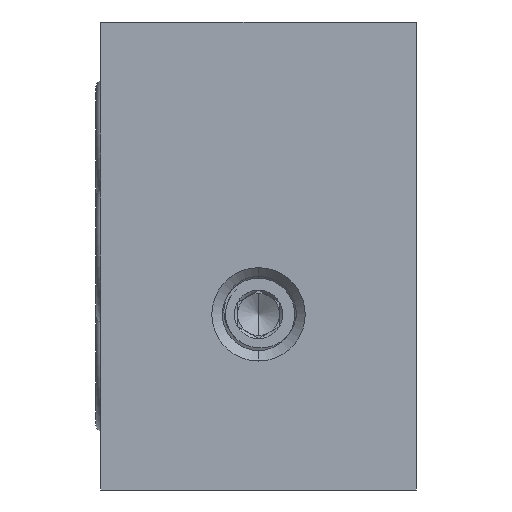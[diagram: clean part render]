
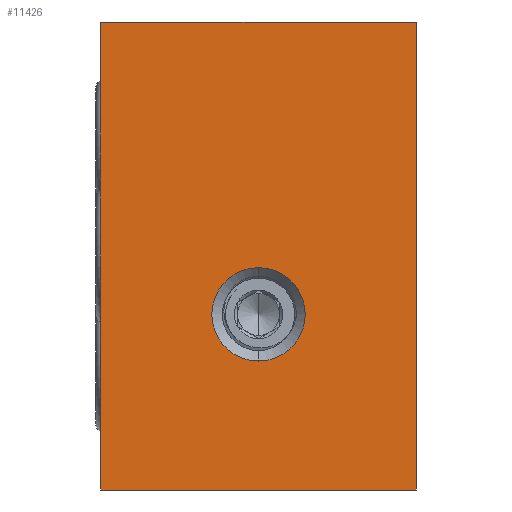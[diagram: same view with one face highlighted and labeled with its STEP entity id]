
A CAD part, left-side view. The second image highlights one B-rep face of the part: STEP entity #11426.
In plain terms, the highlighted planar face has unit normal (-1, 0, 0).
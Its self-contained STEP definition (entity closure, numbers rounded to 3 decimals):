
#1051 = ORIENTED_EDGE ( 'NONE', *, *, #5435, .F. ) ;
#1800 = AXIS2_PLACEMENT_3D ( 'NONE', #10801, #13654, #5967 ) ;
#1932 = DIRECTION ( 'NONE',  ( 0., 0., 1. ) ) ;
#2399 = AXIS2_PLACEMENT_3D ( 'NONE', #11156, #15646, #1932 ) ;
#2500 = EDGE_CURVE ( 'NONE', #14364, #4171, #9016, .T. ) ;
#2609 = EDGE_CURVE ( 'NONE', #4171, #2720, #6455, .T. ) ;
#2720 = VERTEX_POINT ( 'NONE', #12124 ) ;
#3546 = VERTEX_POINT ( 'NONE', #8422 ) ;
#3795 = LINE ( 'NONE', #7796, #19433 ) ;
#3855 = FACE_BOUND ( 'NONE', #15019, .T. ) ;
#4171 = VERTEX_POINT ( 'NONE', #12899 ) ;
#4546 = VECTOR ( 'NONE', #13530, 1000. ) ;
#5435 = EDGE_CURVE ( 'NONE', #14364, #3546, #3795, .T. ) ;
#5967 = DIRECTION ( 'NONE',  ( 0., 0., 1. ) ) ;
#6455 = LINE ( 'NONE', #13014, #4546 ) ;
#6991 = AXIS2_PLACEMENT_3D ( 'NONE', #14243, #12693, #8031 ) ;
#7123 = CARTESIAN_POINT ( 'NONE',  ( 0., 15., -12.258 ) ) ;
#7796 = CARTESIAN_POINT ( 'NONE',  ( 0., 30., -44.5 ) ) ;
#8031 = DIRECTION ( 'NONE',  ( 0., 0., 1. ) ) ;
#8168 = DIRECTION ( 'NONE',  ( 0., -1., 0. ) ) ;
#8422 = CARTESIAN_POINT ( 'NONE',  ( 0., 30., 0. ) ) ;
#8466 = EDGE_CURVE ( 'NONE', #3546, #2720, #19130, .T. ) ;
#9016 = LINE ( 'NONE', #11292, #16185 ) ;
#9549 = CIRCLE ( 'NONE', #1800, 4.442 ) ;
#9758 = FACE_OUTER_BOUND ( 'NONE', #15312, .T. ) ;
#10079 = ORIENTED_EDGE ( 'NONE', *, *, #2500, .T. ) ;
#10801 = CARTESIAN_POINT ( 'NONE',  ( 0., 15., -16.7 ) ) ;
#10828 = PLANE ( 'NONE',  #2399 ) ;
#10929 = ORIENTED_EDGE ( 'NONE', *, *, #2609, .T. ) ;
#11156 = CARTESIAN_POINT ( 'NONE',  ( 0., 0., -44.5 ) ) ;
#11292 = CARTESIAN_POINT ( 'NONE',  ( 0., 0., -44.5 ) ) ;
#11426 = ADVANCED_FACE ( 'NONE', ( #9758, #3855 ), #10828, .T. ) ;
#12124 = CARTESIAN_POINT ( 'NONE',  ( 0., 0., 0. ) ) ;
#12452 = DIRECTION ( 'NONE',  ( 0., 0., 1. ) ) ;
#12693 = DIRECTION ( 'NONE',  ( -1., 0., 0. ) ) ;
#12815 = CARTESIAN_POINT ( 'NONE',  ( 0., 0., 0. ) ) ;
#12899 = CARTESIAN_POINT ( 'NONE',  ( 0., 0., -44.5 ) ) ;
#13014 = CARTESIAN_POINT ( 'NONE',  ( 0., 0., -44.5 ) ) ;
#13284 = EDGE_CURVE ( 'NONE', #17141, #17525, #13317, .T. ) ;
#13317 = CIRCLE ( 'NONE', #6991, 4.442 ) ;
#13530 = DIRECTION ( 'NONE',  ( 0., 0., 1. ) ) ;
#13654 = DIRECTION ( 'NONE',  ( -1., 0., 0. ) ) ;
#14243 = CARTESIAN_POINT ( 'NONE',  ( 0., 15., -16.7 ) ) ;
#14364 = VERTEX_POINT ( 'NONE', #19292 ) ;
#15019 = EDGE_LOOP ( 'NONE', ( #16531, #17604 ) ) ;
#15312 = EDGE_LOOP ( 'NONE', ( #17761, #1051, #10079, #10929 ) ) ;
#15646 = DIRECTION ( 'NONE',  ( -1., 0., 0. ) ) ;
#16185 = VECTOR ( 'NONE', #17352, 1000. ) ;
#16531 = ORIENTED_EDGE ( 'NONE', *, *, #19056, .F. ) ;
#17141 = VERTEX_POINT ( 'NONE', #17177 ) ;
#17177 = CARTESIAN_POINT ( 'NONE',  ( 0., 15., -21.142 ) ) ;
#17352 = DIRECTION ( 'NONE',  ( 0., -1., 0. ) ) ;
#17525 = VERTEX_POINT ( 'NONE', #7123 ) ;
#17604 = ORIENTED_EDGE ( 'NONE', *, *, #13284, .F. ) ;
#17761 = ORIENTED_EDGE ( 'NONE', *, *, #8466, .F. ) ;
#19056 = EDGE_CURVE ( 'NONE', #17525, #17141, #9549, .T. ) ;
#19130 = LINE ( 'NONE', #12815, #19349 ) ;
#19292 = CARTESIAN_POINT ( 'NONE',  ( 0., 30., -44.5 ) ) ;
#19349 = VECTOR ( 'NONE', #8168, 1000. ) ;
#19433 = VECTOR ( 'NONE', #12452, 1000. ) ;
